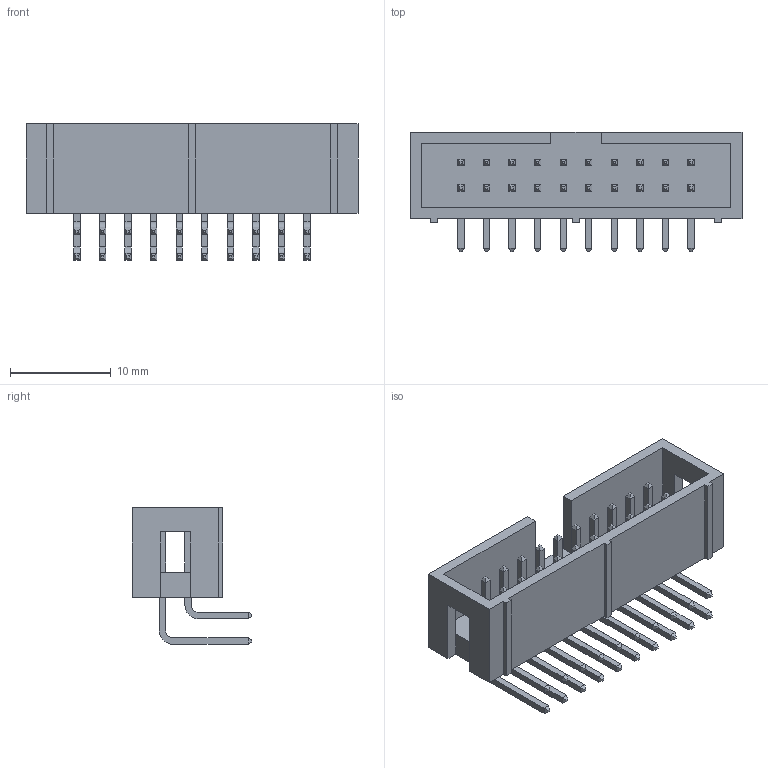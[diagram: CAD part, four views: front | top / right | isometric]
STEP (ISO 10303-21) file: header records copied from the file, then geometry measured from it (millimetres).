
FILE_DESCRIPTION (( 'STEP AP214' ), '1' );
FILE_NAME ('BH-20R.STEP', '2018-01-16T19:17:58', ( 'User' ), ( '' ), 'SwSTEP 2.0', 'SolidWorks 2017', '' );
FILE_SCHEMA (( 'AUTOMOTIVE_DESIGN' ));
Length unit declared in the file: millimetre
Products named in the file (1): BH-20R
Bounding box: 33 x 11.9 x 13.56 mm (x, y, z)
Volume: 1315.7 mm3; surface area: 2496.9 mm2
Topology: 1 solids, 1 shells, 474 faces, 1144 edges, 708 vertices
Faces by surface type: plane 434, cylinder 40
Entity records: 18258 total; most frequent: CARTESIAN_POINT 2327, ORIENTED_EDGE 2288, DIRECTION 2174, EDGE_CURVE 1144, VECTOR 1064, LINE 1064, VERTEX_POINT 708, AXIS2_PLACEMENT_3D 555
